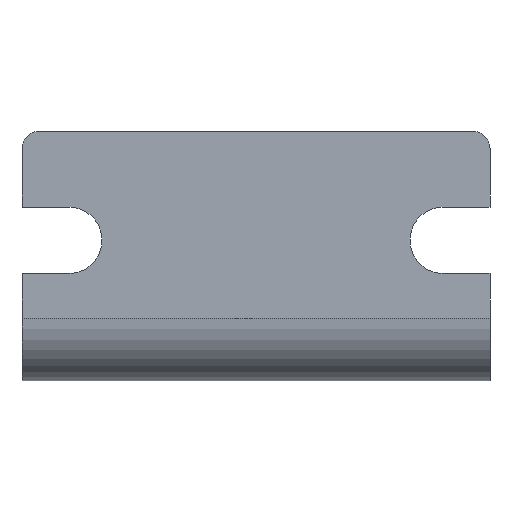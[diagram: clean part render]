
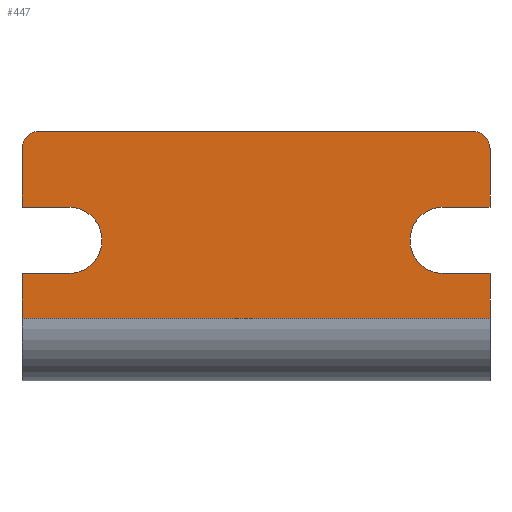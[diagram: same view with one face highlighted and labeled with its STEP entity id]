
A CAD part, front view. The second image highlights one B-rep face of the part: STEP entity #447.
In plain terms, the highlighted planar face has unit normal (0, -1, 0).
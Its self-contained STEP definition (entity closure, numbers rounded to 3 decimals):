
#33=CIRCLE('',#490,1.778);
#34=CIRCLE('',#491,1.778);
#35=CIRCLE('',#492,3.378);
#36=CIRCLE('',#493,3.378);
#65=ORIENTED_EDGE('',*,*,#192,.F.);
#66=ORIENTED_EDGE('',*,*,#193,.F.);
#67=ORIENTED_EDGE('',*,*,#175,.T.);
#68=ORIENTED_EDGE('',*,*,#194,.F.);
#69=ORIENTED_EDGE('',*,*,#195,.T.);
#70=ORIENTED_EDGE('',*,*,#196,.T.);
#71=ORIENTED_EDGE('',*,*,#197,.T.);
#72=ORIENTED_EDGE('',*,*,#198,.T.);
#73=ORIENTED_EDGE('',*,*,#199,.T.);
#74=ORIENTED_EDGE('',*,*,#200,.F.);
#75=ORIENTED_EDGE('',*,*,#201,.F.);
#76=ORIENTED_EDGE('',*,*,#202,.T.);
#77=ORIENTED_EDGE('',*,*,#203,.T.);
#78=ORIENTED_EDGE('',*,*,#204,.T.);
#175=EDGE_CURVE('',#239,#240,#281,.T.);
#192=EDGE_CURVE('',#255,#256,#294,.T.);
#193=EDGE_CURVE('',#239,#255,#33,.T.);
#194=EDGE_CURVE('',#257,#240,#34,.T.);
#195=EDGE_CURVE('',#257,#258,#295,.T.);
#196=EDGE_CURVE('',#258,#259,#296,.T.);
#197=EDGE_CURVE('',#259,#260,#35,.T.);
#198=EDGE_CURVE('',#260,#261,#297,.T.);
#199=EDGE_CURVE('',#261,#262,#298,.T.);
#200=EDGE_CURVE('',#263,#262,#299,.T.);
#201=EDGE_CURVE('',#264,#263,#300,.T.);
#202=EDGE_CURVE('',#264,#265,#301,.T.);
#203=EDGE_CURVE('',#265,#266,#36,.T.);
#204=EDGE_CURVE('',#266,#256,#302,.T.);
#239=VERTEX_POINT('',#663);
#240=VERTEX_POINT('',#664);
#255=VERTEX_POINT('',#698);
#256=VERTEX_POINT('',#699);
#257=VERTEX_POINT('',#702);
#258=VERTEX_POINT('',#704);
#259=VERTEX_POINT('',#706);
#260=VERTEX_POINT('',#708);
#261=VERTEX_POINT('',#710);
#262=VERTEX_POINT('',#712);
#263=VERTEX_POINT('',#714);
#264=VERTEX_POINT('',#716);
#265=VERTEX_POINT('',#718);
#266=VERTEX_POINT('',#720);
#281=LINE('',#662,#327);
#294=LINE('',#697,#340);
#295=LINE('',#703,#341);
#296=LINE('',#705,#342);
#297=LINE('',#709,#343);
#298=LINE('',#711,#344);
#299=LINE('',#713,#345);
#300=LINE('',#715,#346);
#301=LINE('',#717,#347);
#302=LINE('',#721,#348);
#327=VECTOR('',#530,1000.);
#340=VECTOR('',#555,1000.);
#341=VECTOR('',#560,1000.);
#342=VECTOR('',#561,1000.);
#343=VECTOR('',#564,1000.);
#344=VECTOR('',#565,1000.);
#345=VECTOR('',#566,1000.);
#346=VECTOR('',#567,1000.);
#347=VECTOR('',#568,1000.);
#348=VECTOR('',#571,1000.);
#375=EDGE_LOOP('',(#65,#66,#67,#68,#69,#70,#71,#72,#73,#74,#75,#76,#77,
#78));
#403=FACE_BOUND('',#375,.T.);
#431=PLANE('',#489);
#447=ADVANCED_FACE('',(#403),#431,.F.);
#489=AXIS2_PLACEMENT_3D('',#696,#553,#554);
#490=AXIS2_PLACEMENT_3D('',#700,#556,#557);
#491=AXIS2_PLACEMENT_3D('',#701,#558,#559);
#492=AXIS2_PLACEMENT_3D('',#707,#562,#563);
#493=AXIS2_PLACEMENT_3D('',#719,#569,#570);
#530=DIRECTION('',(-1.,0.,0.));
#553=DIRECTION('',(0.,1.,0.));
#554=DIRECTION('',(0.,0.,1.));
#555=DIRECTION('',(0.,0.,-1.));
#556=DIRECTION('',(0.,1.,0.));
#557=DIRECTION('',(1.,0.,0.));
#558=DIRECTION('',(0.,1.,0.));
#559=DIRECTION('',(1.,0.,0.));
#560=DIRECTION('',(0.,0.,-1.));
#561=DIRECTION('',(1.,0.,0.));
#562=DIRECTION('',(0.,1.,0.));
#563=DIRECTION('',(1.,0.,0.));
#564=DIRECTION('',(-1.,0.,0.));
#565=DIRECTION('',(0.,0.,-1.));
#566=DIRECTION('',(-1.,0.,0.));
#567=DIRECTION('',(0.,0.,-1.));
#568=DIRECTION('',(-1.,0.,0.));
#569=DIRECTION('',(0.,1.,0.));
#570=DIRECTION('',(1.,0.,0.));
#571=DIRECTION('',(1.,0.,0.));
#662=CARTESIAN_POINT('',(23.813,0.,25.4));
#663=CARTESIAN_POINT('',(22.035,0.,25.4));
#664=CARTESIAN_POINT('',(-22.035,0.,25.4));
#696=CARTESIAN_POINT('',(23.813,0.,25.4));
#697=CARTESIAN_POINT('',(23.813,0.,25.4));
#698=CARTESIAN_POINT('',(23.813,0.,23.622));
#699=CARTESIAN_POINT('',(23.813,0.,17.678));
#700=CARTESIAN_POINT('',(22.035,0.,23.622));
#701=CARTESIAN_POINT('',(-22.035,0.,23.622));
#702=CARTESIAN_POINT('',(-23.813,0.,23.622));
#703=CARTESIAN_POINT('',(-23.813,0.,25.4));
#704=CARTESIAN_POINT('',(-23.813,0.,17.678));
#705=CARTESIAN_POINT('',(-23.813,0.,17.678));
#706=CARTESIAN_POINT('',(-19.05,0.,17.678));
#707=CARTESIAN_POINT('',(-19.05,0.,14.3));
#708=CARTESIAN_POINT('',(-19.05,0.,10.922));
#709=CARTESIAN_POINT('',(-19.05,0.,10.922));
#710=CARTESIAN_POINT('',(-23.813,0.,10.922));
#711=CARTESIAN_POINT('',(-23.813,0.,25.4));
#712=CARTESIAN_POINT('',(-23.813,0.,6.35));
#713=CARTESIAN_POINT('',(23.813,0.,6.35));
#714=CARTESIAN_POINT('',(23.813,0.,6.35));
#715=CARTESIAN_POINT('',(23.813,0.,25.4));
#716=CARTESIAN_POINT('',(23.813,0.,10.922));
#717=CARTESIAN_POINT('',(23.813,0.,10.922));
#718=CARTESIAN_POINT('',(19.05,0.,10.922));
#719=CARTESIAN_POINT('',(19.05,0.,14.3));
#720=CARTESIAN_POINT('',(19.05,0.,17.678));
#721=CARTESIAN_POINT('',(19.05,0.,17.678));
